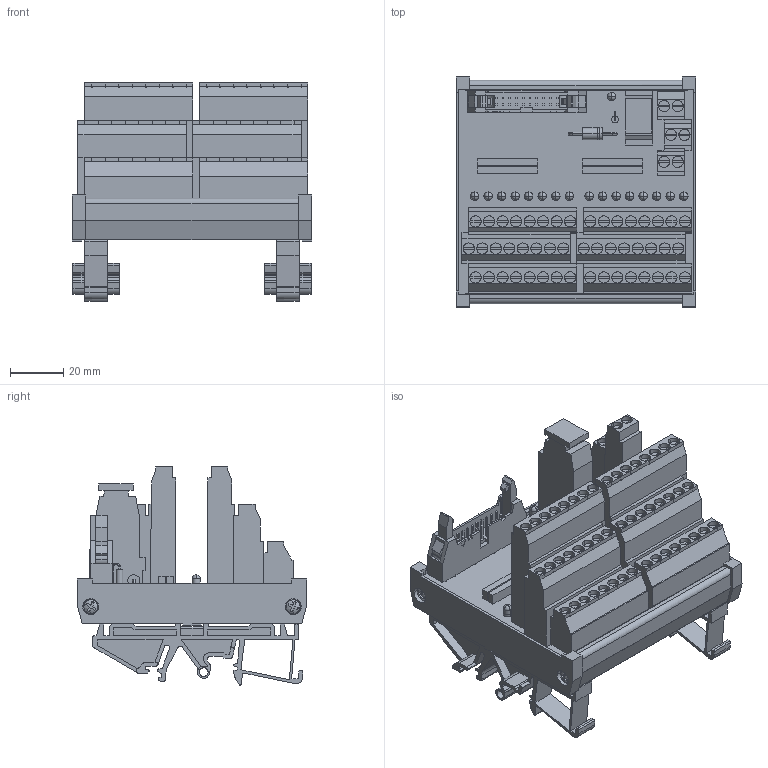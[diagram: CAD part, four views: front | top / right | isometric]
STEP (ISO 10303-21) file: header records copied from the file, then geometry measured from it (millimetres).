
FILE_DESCRIPTION(('CATIA V5R22 STEP214','CAx-IF Rec.Pracs.--- Model Styling and Organization---1.4--- 2014-01-23'),'2;1');
FILE_NAME ('034081-1_0', '2021-11-09T08:12:48+00:00', ('Weidmueller Interface'), ('Weidmueller'), 'CATIA Version 5-6 Release 2016 SP3 HF44', 'CATIA V5 STEP AP214', 'none');
FILE_SCHEMA(('AUTOMOTIVE_DESIGN { 1 0 10303 214 1 1 1 1 }'));
Products named in the file (1): 9445770000_RS 16IO 3W L H S
Bounding box: 90 x 86.4 x 81.95 mm (x, y, z)
Volume: 142974.3 mm3; surface area: 86450.9 mm2
Topology: 2 solids, 4 shells, 1937 faces, 5580 edges, 3654 vertices
Faces by surface type: plane 1345, cylinder 500, sphere 76, torus 16
Entity records: 68642 total; most frequent: CARTESIAN_POINT 17496, ORIENTED_EDGE 11024, DIRECTION 8734, EDGE_CURVE 5512, VECTOR 3944, LINE 3944, VERTEX_POINT 3654, AXIS2_PLACEMENT_3D 2856
